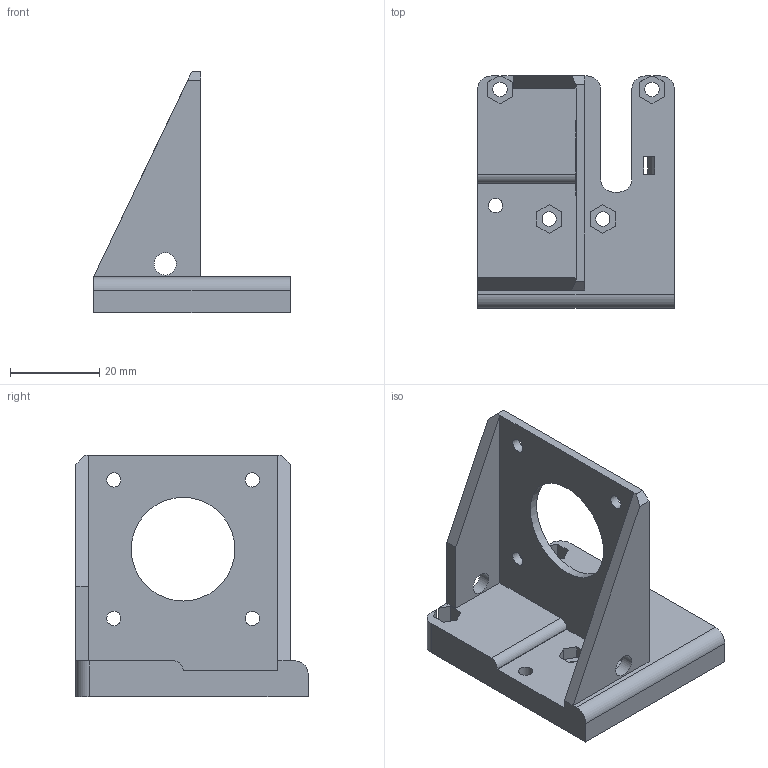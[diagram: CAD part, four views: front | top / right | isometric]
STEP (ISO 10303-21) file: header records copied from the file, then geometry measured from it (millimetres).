
FILE_DESCRIPTION(('FreeCAD Model'),'2;1');
FILE_NAME('Open CASCADE Shape Model','2021-12-05T14:11:40',('Author'),( ''),'Open CASCADE STEP processor 7.5','FreeCAD','Unknown');
FILE_SCHEMA(('AUTOMOTIVE_DESIGN { 1 0 10303 214 1 1 1 1 }'));
Length unit declared in the file: millimetre
Products named in the file (1): mirror.aero.extruder.holder
Bounding box: 44 x 52 x 54 mm (x, y, z)
Volume: 21043.8 mm3; surface area: 12337.8 mm2
Topology: 1 solids, 1 shells, 77 faces, 216 edges, 143 vertices
Faces by surface type: plane 54, cylinder 22, cone 1
Full cylindrical faces by diameter (mm): 3.2 x9, 5 x2, 23.2 x1
Entity records: 5339 total; most frequent: CARTESIAN_POINT 1010, DIRECTION 779, LINE 500, VECTOR 500, ORIENTED_EDGE 432, PCURVE 432, DEFINITIONAL_REPRESENTATION 432, EDGE_CURVE 216
